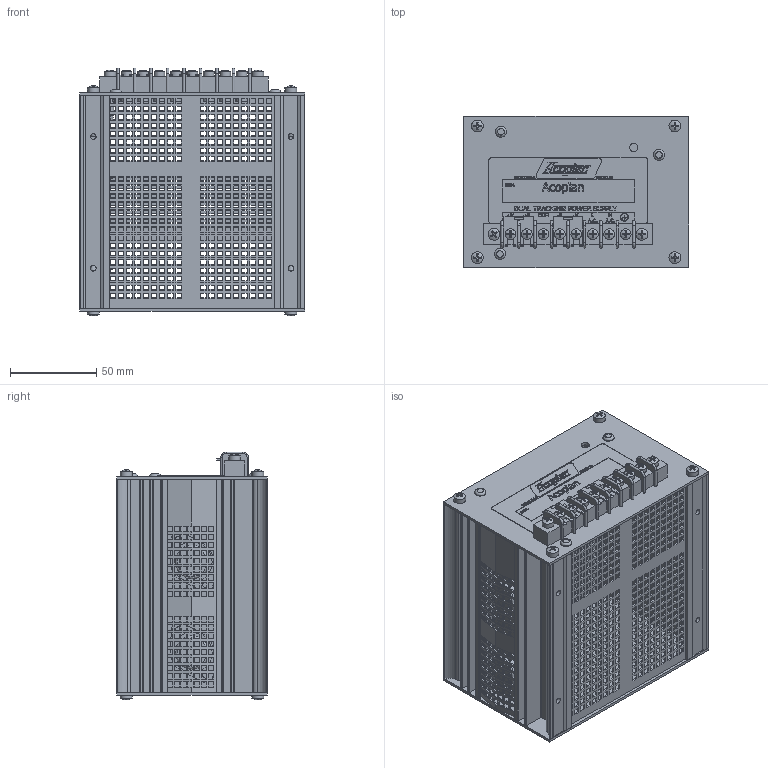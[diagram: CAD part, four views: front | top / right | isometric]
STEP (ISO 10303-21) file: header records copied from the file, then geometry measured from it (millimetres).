
FILE_DESCRIPTION(/* description */ (''),/* implementation_level */ '2;1');
FILE_NAME(/* name */ 'TG5 TRACK 10-11-17.stp',/* time_stamp */ '2017-10-11T10:18:09-04:00',/* author */ ('JDietsch'),/* organization */ (''),/* preprocessor_version */ 'ST-DEVELOPER v16.13',/* originating_system */ 'Autodesk Inventor 2018',/* authorisation */ '');
FILE_SCHEMA (('AUTOMOTIVE_DESIGN { 1 0 10303 214 3 1 1 }'));
Products named in the file (14): G13 GENERIC CASE (2); E300-7 G13 Left HS (2); G13 sreen generic (2); G13 RIGHT (2); G13 HEATSINK SCREEN (2); E300-74 G13 reaR; TRANSISTOR TO-3; ANSI B18.6.4 - No. 8 - 18 - 1/2; 375 inch single row 20 amp barrier strip 8PL; DECAL TG MODEL; ANSI B18.6.4 - No. 8 - 18 - 1; JUMPER; TG Track  front; rivet, snap
Assembly tree (27 placements, depth 2):
  G13 GENERIC CASE (2)
    E300-7 G13 Left HS (2)
    G13 sreen generic (2)  x2
    G13 RIGHT (2)
    G13 HEATSINK SCREEN (2)
    E300-74 G13 reaR
    TRANSISTOR TO-3  x2
    ANSI B18.6.4 - No. 8 - 18 - 1  x9
    ANSI B18.6.4 - No. 8 - 18 - 1/2
    375 inch single row 20 amp barrier strip 8PL
    DECAL TG MODEL
    JUMPER  x2
    rivet, snap  x4
    TG Track  front
Bounding box: 130.37 x 87.39 x 143.44 mm (x, y, z)
Volume: 203683.9 mm3; surface area: 206922.3 mm2
Topology: 35 solids, 35 shells, 6368 faces, 18460 edges, 12278 vertices
Faces by surface type: plane 5241, bspline 552, cylinder 309, cone 152, torus 96, sphere 18
Full cylindrical faces by diameter (mm): 0.635 x2, 2.032 x8, 2.946 x2, 3.302 x12, 3.505 x8, 3.556 x4, 3.962 x3, 4.064 x2, 4.166 x10, 4.191 x1, 4.699 x1, 4.762 x8, 4.775 x1, 5.08 x8, 6.198 x8, 6.35 x12, 6.604 x8, 6.858 x10, 7.938 x7, 19.431 x2, 23.114 x2
Entity records: 145637 total; most frequent: CARTESIAN_POINT 34570, ORIENTED_EDGE 24064, DIRECTION 19252, EDGE_CURVE 12032, LINE 10074, VECTOR 10074, VERTEX_POINT 8081, EDGE_LOOP 5646
